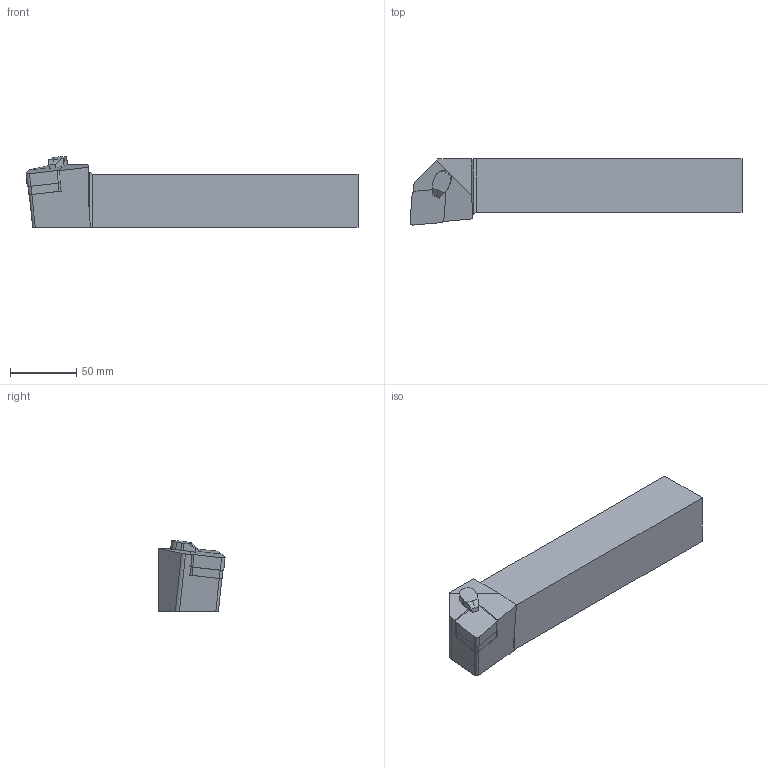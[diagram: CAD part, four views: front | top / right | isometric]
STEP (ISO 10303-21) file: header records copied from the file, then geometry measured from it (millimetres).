
FILE_DESCRIPTION(/* description */ (''),/* implementation_level */ '2;1');
FILE_NAME(/* name */ 'PCLNR-4040-S25C.stp',/* time_stamp */ '2023-10-03T12:38:05+03:00',/* author */ (''),/* organization */ (''),/* preprocessor_version */ 'ST-DEVELOPER v19.4',/* originating_system */ 'SIEMENS PLM Software NX2306.3001',/* authorisation */ '');
FILE_SCHEMA (('AUTOMOTIVE_DESIGN { 1 0 10303 214 3 1 1 1 }'));
Length unit declared in the file: millimetre
Products named in the file (1): PCLNr-4040-S25C
Bounding box: 249.78 x 49.75 x 53.21 mm (x, y, z)
Volume: 406967.4 mm3; surface area: 46384.6 mm2
Topology: 2 solids, 2 shells, 64 faces, 170 edges, 110 vertices
Faces by surface type: plane 45, cylinder 17, cone 2
Entity records: 2115 total; most frequent: CARTESIAN_POINT 354, ORIENTED_EDGE 346, DIRECTION 345, EDGE_CURVE 173, LINE 131, VECTOR 131, VERTEX_POINT 116, AXIS2_PLACEMENT_3D 107
